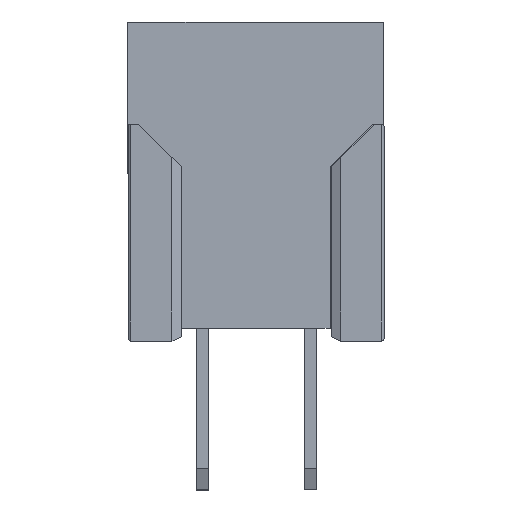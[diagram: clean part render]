
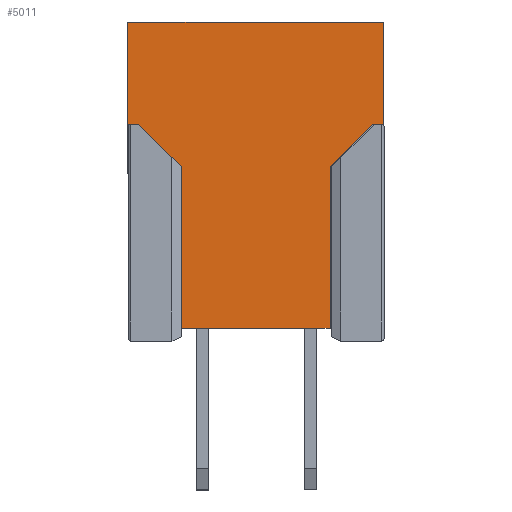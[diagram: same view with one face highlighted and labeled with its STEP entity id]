
A CAD part, left-side view. The second image highlights one B-rep face of the part: STEP entity #5011.
In plain terms, the highlighted face is planar.
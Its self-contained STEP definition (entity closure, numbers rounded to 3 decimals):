
#148 = VERTEX_POINT ( 'NONE', #11575 ) ;
#369 = VERTEX_POINT ( 'NONE', #8556 ) ;
#1372 = EDGE_CURVE ( 'NONE', #32118, #11494, #15412, .T. ) ;
#1634 = DIRECTION ( 'NONE',  ( 0., 1., 0. ) ) ;
#2489 = CARTESIAN_POINT ( 'NONE',  ( 14.98, 3., 7.2 ) ) ;
#3253 = LINE ( 'NONE', #35858, #17975 ) ;
#3389 = LINE ( 'NONE', #32716, #10744 ) ;
#4092 = PLANE ( 'NONE',  #26070 ) ;
#4856 = CARTESIAN_POINT ( 'NONE',  ( 14.98, -1.75, 3.398 ) ) ;
#5011 = ADVANCED_FACE ( 'NONE', ( #18270 ), #4092, .F. ) ;
#5539 = DIRECTION ( 'NONE',  ( 0., 1., 0. ) ) ;
#6100 = VECTOR ( 'NONE', #21523, 1000. ) ;
#6163 = CARTESIAN_POINT ( 'NONE',  ( 14.98, -1.75, 7.2 ) ) ;
#6260 = VECTOR ( 'NONE', #36317, 1000. ) ;
#7365 = ORIENTED_EDGE ( 'NONE', *, *, #26647, .T. ) ;
#7882 = EDGE_CURVE ( 'NONE', #32118, #13797, #22734, .T. ) ;
#8051 = LINE ( 'NONE', #8184, #23661 ) ;
#8053 = ORIENTED_EDGE ( 'NONE', *, *, #38709, .F. ) ;
#8096 = CARTESIAN_POINT ( 'NONE',  ( 14.98, 1.75, 2.4 ) ) ;
#8184 = CARTESIAN_POINT ( 'NONE',  ( 14.98, 1.75, 3.398 ) ) ;
#8556 = CARTESIAN_POINT ( 'NONE',  ( 14.98, 1.75, 3.398 ) ) ;
#8602 = CARTESIAN_POINT ( 'NONE',  ( 14.98, -3., 2.4 ) ) ;
#8779 = VERTEX_POINT ( 'NONE', #10108 ) ;
#10028 = CARTESIAN_POINT ( 'NONE',  ( 14.98, -3., 2.4 ) ) ;
#10061 = ORIENTED_EDGE ( 'NONE', *, *, #12023, .T. ) ;
#10108 = CARTESIAN_POINT ( 'NONE',  ( 14.98, 2.75, 2.4 ) ) ;
#10744 = VECTOR ( 'NONE', #17561, 1000. ) ;
#11494 = VERTEX_POINT ( 'NONE', #18197 ) ;
#11508 = ORIENTED_EDGE ( 'NONE', *, *, #18473, .T. ) ;
#11575 = CARTESIAN_POINT ( 'NONE',  ( 14.98, 1.75, 7.2 ) ) ;
#12023 = EDGE_CURVE ( 'NONE', #11494, #38561, #22260, .T. ) ;
#12795 = LINE ( 'NONE', #8096, #29189 ) ;
#13797 = VERTEX_POINT ( 'NONE', #19013 ) ;
#14269 = EDGE_CURVE ( 'NONE', #38614, #35593, #16006, .T. ) ;
#14642 = DIRECTION ( 'NONE',  ( 0., -0.708, 0.706 ) ) ;
#15412 = LINE ( 'NONE', #23029, #6100 ) ;
#16006 = LINE ( 'NONE', #30435, #31314 ) ;
#17561 = DIRECTION ( 'NONE',  ( 0., 0., -1. ) ) ;
#17975 = VECTOR ( 'NONE', #38884, 1000. ) ;
#18197 = CARTESIAN_POINT ( 'NONE',  ( 14.98, -3., 0. ) ) ;
#18270 = FACE_OUTER_BOUND ( 'NONE', #36218, .T. ) ;
#18400 = LINE ( 'NONE', #38342, #25600 ) ;
#18437 = DIRECTION ( 'NONE',  ( 0., 0., 1. ) ) ;
#18473 = EDGE_CURVE ( 'NONE', #38614, #13797, #18400, .T. ) ;
#19013 = CARTESIAN_POINT ( 'NONE',  ( 14.98, -2.75, 2.4 ) ) ;
#20863 = ORIENTED_EDGE ( 'NONE', *, *, #1372, .T. ) ;
#21523 = DIRECTION ( 'NONE',  ( 0., 0., -1. ) ) ;
#22260 = LINE ( 'NONE', #32637, #29361 ) ;
#22609 = EDGE_CURVE ( 'NONE', #148, #369, #3253, .T. ) ;
#22734 = LINE ( 'NONE', #10028, #30781 ) ;
#23029 = CARTESIAN_POINT ( 'NONE',  ( 14.98, -3., 7.2 ) ) ;
#23657 = ORIENTED_EDGE ( 'NONE', *, *, #35312, .F. ) ;
#23661 = VECTOR ( 'NONE', #14642, 1000. ) ;
#23918 = ORIENTED_EDGE ( 'NONE', *, *, #22609, .F. ) ;
#24579 = VERTEX_POINT ( 'NONE', #27937 ) ;
#25080 = ORIENTED_EDGE ( 'NONE', *, *, #7882, .F. ) ;
#25600 = VECTOR ( 'NONE', #29421, 1000. ) ;
#26070 = AXIS2_PLACEMENT_3D ( 'NONE', #37210, #36942, #36870 ) ;
#26647 = EDGE_CURVE ( 'NONE', #8779, #369, #8051, .T. ) ;
#27937 = CARTESIAN_POINT ( 'NONE',  ( 14.98, 3., 2.4 ) ) ;
#29189 = VECTOR ( 'NONE', #1634, 1000. ) ;
#29361 = VECTOR ( 'NONE', #35660, 1000. ) ;
#29421 = DIRECTION ( 'NONE',  ( 0., -0.708, -0.706 ) ) ;
#30435 = CARTESIAN_POINT ( 'NONE',  ( 14.98, -1.75, 7.2 ) ) ;
#30611 = EDGE_CURVE ( 'NONE', #8779, #24579, #12795, .T. ) ;
#30781 = VECTOR ( 'NONE', #5539, 1000. ) ;
#31314 = VECTOR ( 'NONE', #18437, 1000. ) ;
#32118 = VERTEX_POINT ( 'NONE', #8602 ) ;
#32637 = CARTESIAN_POINT ( 'NONE',  ( 14.98, 3., 0. ) ) ;
#32716 = CARTESIAN_POINT ( 'NONE',  ( 14.98, 3., 7.2 ) ) ;
#35312 = EDGE_CURVE ( 'NONE', #24579, #38561, #3389, .T. ) ;
#35409 = CARTESIAN_POINT ( 'NONE',  ( 14.98, 3., 0. ) ) ;
#35593 = VERTEX_POINT ( 'NONE', #6163 ) ;
#35660 = DIRECTION ( 'NONE',  ( 0., 1., 0. ) ) ;
#35717 = ORIENTED_EDGE ( 'NONE', *, *, #14269, .F. ) ;
#35858 = CARTESIAN_POINT ( 'NONE',  ( 14.98, 1.75, 7.2 ) ) ;
#36218 = EDGE_LOOP ( 'NONE', ( #37049, #7365, #23918, #8053, #35717, #11508, #25080, #20863, #10061, #23657 ) ) ;
#36317 = DIRECTION ( 'NONE',  ( 0., 1., 0. ) ) ;
#36870 = DIRECTION ( 'NONE',  ( 0., 0., 1. ) ) ;
#36942 = DIRECTION ( 'NONE',  ( -1., 0., 0. ) ) ;
#37049 = ORIENTED_EDGE ( 'NONE', *, *, #30611, .F. ) ;
#37210 = CARTESIAN_POINT ( 'NONE',  ( 14.98, 3., 7.2 ) ) ;
#38342 = CARTESIAN_POINT ( 'NONE',  ( 14.98, -1.75, 3.398 ) ) ;
#38561 = VERTEX_POINT ( 'NONE', #35409 ) ;
#38614 = VERTEX_POINT ( 'NONE', #4856 ) ;
#38709 = EDGE_CURVE ( 'NONE', #35593, #148, #38880, .T. ) ;
#38880 = LINE ( 'NONE', #2489, #6260 ) ;
#38884 = DIRECTION ( 'NONE',  ( 0., 0., -1. ) ) ;
